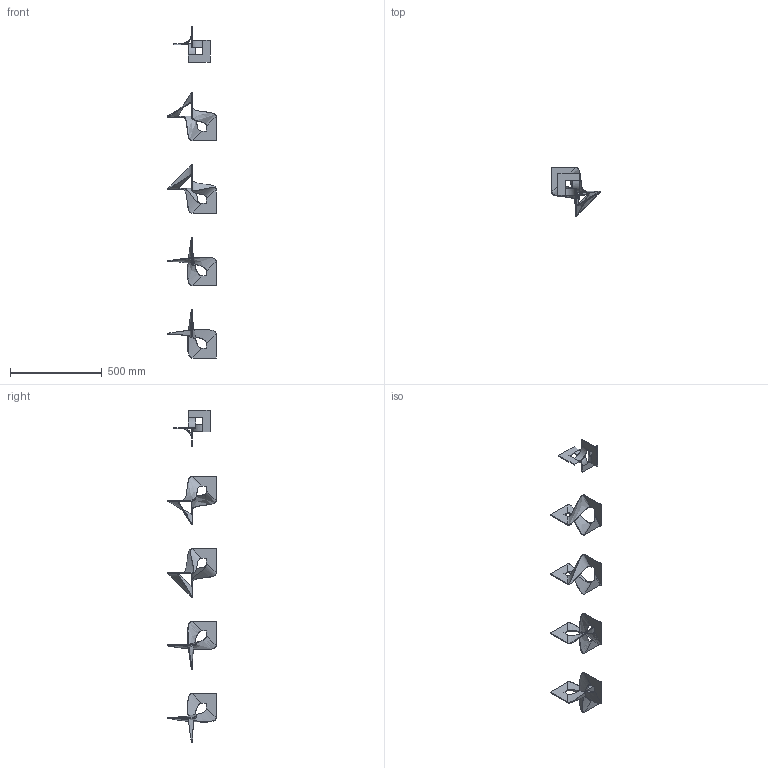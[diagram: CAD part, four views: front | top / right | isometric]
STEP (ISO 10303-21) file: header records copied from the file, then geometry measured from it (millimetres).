
FILE_DESCRIPTION(('FreeCAD Model'),'2;1');
FILE_NAME('Open CASCADE Shape Model','2025-05-04T11:45:56',('FreeCAD'),( 'FreeCAD'),'Open CASCADE STEP processor 7.6','FreeCAD','Unknown');
FILE_SCHEMA(('AUTOMOTIVE_DESIGN { 1 0 10303 214 1 1 1 1 }'));
Length unit declared in the file: millimetre
Products named in the file (1): Open CASCADE STEP translator 7.6 1
Bounding box: 262.71 x 262.71 x 1806.12 mm (x, y, z)
Surface area: 606440.3 mm2 (no closed solid volume)
Topology: 0 solids, 181 shells, 181 faces, 1346 edges, 1346 vertices
Faces by surface type: bspline 181
Entity records: 14130 total; most frequent: CARTESIAN_POINT 7645, ORIENTED_EDGE 1346, EDGE_CURVE 1346, VERTEX_POINT 1346, B_SPLINE_CURVE_WITH_KNOTS 1346, SHELL_BASED_SURFACE_MODEL 181, OPEN_SHELL 181, ADVANCED_FACE 181
